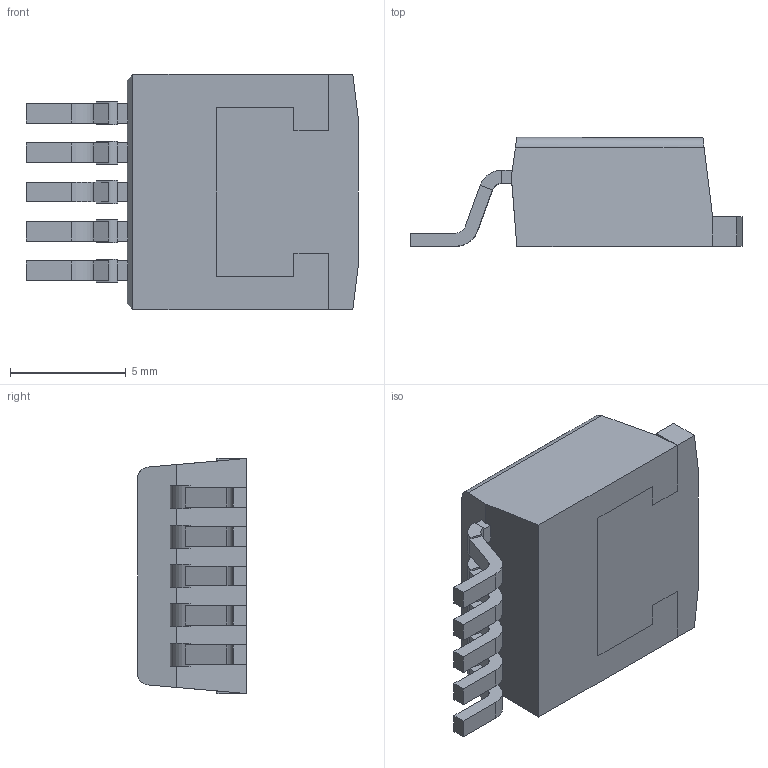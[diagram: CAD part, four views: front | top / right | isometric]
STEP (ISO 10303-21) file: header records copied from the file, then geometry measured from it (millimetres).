
FILE_DESCRIPTION (( 'STEP AP214' ), '1' );
FILE_NAME ('XL6019E1.STEP', '2025-02-25T04:28:26', ( 'LENOVO' ), ( '' ), 'SwSTEP 2.0', 'SolidWorks 2021', '' );
FILE_SCHEMA (( 'AUTOMOTIVE_DESIGN' ));
Length unit declared in the file: millimetre
Products named in the file (1): XL6019E1
Bounding box: 14.35 x 4.7 x 10.16 mm (x, y, z)
Volume: 416.3 mm3; surface area: 578.1 mm2
Topology: 8 solids, 8 shells, 157 faces, 378 edges, 238 vertices
Faces by surface type: plane 131, cylinder 26
Entity records: 4561 total; most frequent: CARTESIAN_POINT 786, ORIENTED_EDGE 756, DIRECTION 738, EDGE_CURVE 378, LINE 326, VECTOR 326, VERTEX_POINT 238, AXIS2_PLACEMENT_3D 206
